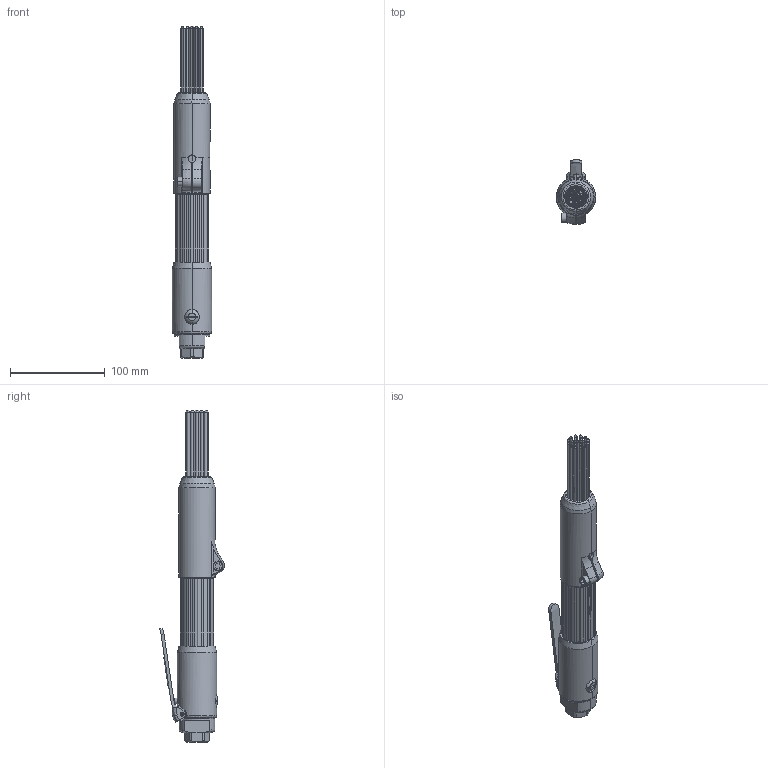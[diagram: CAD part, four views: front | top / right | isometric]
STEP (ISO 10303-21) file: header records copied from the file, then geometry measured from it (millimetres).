
FILE_DESCRIPTION((''),'2;1');
FILE_NAME('8425010136_ASM','2012-09-19T',('tooextcsr'),(''),'PRO/ENGINEER BY PARAMETRIC TECHNOLOGY CORPORATION, 2011410','PRO/ENGINEER BY PARAMETRIC TECHNOLOGY CORPORATION, 2011410','');
FILE_SCHEMA(('CONFIG_CONTROL_DESIGN', 'GEOMETRIC_VALIDATION_PROPERTIES_MIM'));
Length unit declared in the file: millimetre
Products named in the file (16): 3510057900_SKISS; 4150122900_SPEC; 4150123000; 4150122980_ASM; 4150059400; 4106203400; 0108324200; 3510042600_MED; 3510057980_ASM; 3510049900; 3510051702; 3510049981_ASM; 3510026200; 3510022100; 0211124700; 8425010136_ASM
Assembly tree (33 placements, depth 4):
  8425010136_ASM
    3510057980_ASM
      3510057900_SKISS
      4150122980_ASM
        4150122900_SPEC
        4150123000
      4150059400
      4106203400
      0108324200
      3510042600_MED
    3510049981_ASM
      3510049900
      3510051702
    3510026200
    3510022100  x19
    0211124700
Bounding box: 41.5 x 68.54 x 349.91 mm (x, y, z)
Volume: 221523.7 mm3; surface area: 119765.2 mm2
Topology: 30 solids, 30 shells, 641 faces, 1495 edges, 899 vertices
Faces by surface type: cylinder 229, cone 157, plane 140, torus 59, sphere 42, bspline 14
Entity records: 19369 total; most frequent: CARTESIAN_POINT 3822, DIRECTION 2523, ORIENTED_EDGE 2242, PRESENTATION_STYLE_ASSIGNMENT 1133, STYLED_ITEM 1133, CURVE_STYLE 1121, EDGE_CURVE 1121, AXIS2_PLACEMENT_3D 1057
